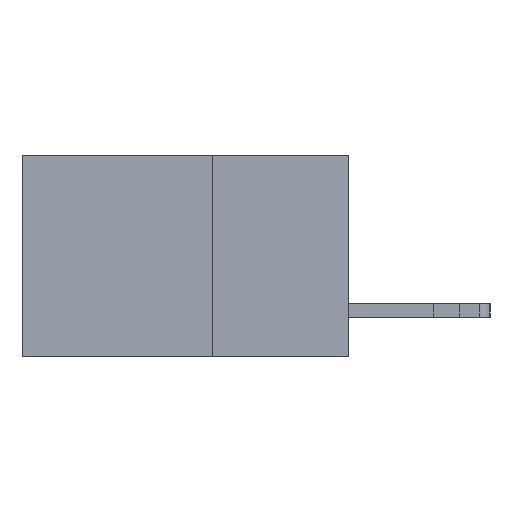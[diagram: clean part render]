
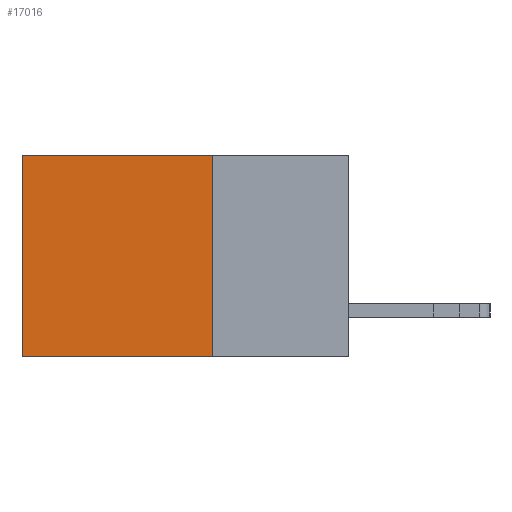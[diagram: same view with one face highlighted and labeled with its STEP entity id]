
A CAD part, left-side view. The second image highlights one B-rep face of the part: STEP entity #17016.
In plain terms, the highlighted planar face has unit normal (-1, 0, 0).
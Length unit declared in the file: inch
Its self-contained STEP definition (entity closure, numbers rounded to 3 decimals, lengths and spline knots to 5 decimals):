
#144 = DIRECTION ( 'NONE',  ( 0., 1., 0. ) ) ;
#610 = CARTESIAN_POINT ( 'NONE',  ( 0.2615, 0.25, -0.37 ) ) ;
#1125 = VECTOR ( 'NONE', #144, 39.37008 ) ;
#1416 = ORIENTED_EDGE ( 'NONE', *, *, #1927, .T. ) ;
#1624 = CARTESIAN_POINT ( 'NONE',  ( 0.2615, 0.6, -0.37 ) ) ;
#1927 = EDGE_CURVE ( 'NONE', #3063, #10244, #11844, .T. ) ;
#3063 = VERTEX_POINT ( 'NONE', #7909 ) ;
#3357 = DIRECTION ( 'NONE',  ( 0., 0., -1. ) ) ;
#4344 = CARTESIAN_POINT ( 'NONE',  ( 0.2615, 0.25, -0.37 ) ) ;
#4522 = AXIS2_PLACEMENT_3D ( 'NONE', #610, #11426, #3357 ) ;
#4741 = LINE ( 'NONE', #13098, #1125 ) ;
#5767 = VECTOR ( 'NONE', #15435, 39.37008 ) ;
#6006 = FACE_OUTER_BOUND ( 'NONE', #12353, .T. ) ;
#6352 = EDGE_CURVE ( 'NONE', #8707, #13660, #4741, .T. ) ;
#6603 = LINE ( 'NONE', #13564, #5767 ) ;
#6927 = DIRECTION ( 'NONE',  ( 0., 0., -1. ) ) ;
#7909 = CARTESIAN_POINT ( 'NONE',  ( 0.2615, 0.25, 0. ) ) ;
#7990 = VECTOR ( 'NONE', #6927, 39.37008 ) ;
#8485 = ORIENTED_EDGE ( 'NONE', *, *, #9059, .F. ) ;
#8537 = CARTESIAN_POINT ( 'NONE',  ( 0.2615, 0.6, 0. ) ) ;
#8707 = VERTEX_POINT ( 'NONE', #4344 ) ;
#9059 = EDGE_CURVE ( 'NONE', #3063, #8707, #6603, .T. ) ;
#10063 = PLANE ( 'NONE',  #4522 ) ;
#10244 = VERTEX_POINT ( 'NONE', #8537 ) ;
#11426 = DIRECTION ( 'NONE',  ( 1., 0., 0. ) ) ;
#11844 = LINE ( 'NONE', #16511, #15787 ) ;
#12012 = LINE ( 'NONE', #13638, #7990 ) ;
#12353 = EDGE_LOOP ( 'NONE', ( #14208, #12375, #8485, #1416 ) ) ;
#12375 = ORIENTED_EDGE ( 'NONE', *, *, #6352, .F. ) ;
#13098 = CARTESIAN_POINT ( 'NONE',  ( 0.2615, 0.25, -0.37 ) ) ;
#13564 = CARTESIAN_POINT ( 'NONE',  ( 0.2615, 0.25, -0.37 ) ) ;
#13638 = CARTESIAN_POINT ( 'NONE',  ( 0.2615, 0.6, -0.37 ) ) ;
#13660 = VERTEX_POINT ( 'NONE', #1624 ) ;
#14208 = ORIENTED_EDGE ( 'NONE', *, *, #15020, .T. ) ;
#15020 = EDGE_CURVE ( 'NONE', #10244, #13660, #12012, .T. ) ;
#15435 = DIRECTION ( 'NONE',  ( 0., 0., -1. ) ) ;
#15787 = VECTOR ( 'NONE', #16639, 39.37008 ) ;
#16511 = CARTESIAN_POINT ( 'NONE',  ( 0.2615, 0.25, 0. ) ) ;
#16639 = DIRECTION ( 'NONE',  ( 0., 1., 0. ) ) ;
#17016 = ADVANCED_FACE ( 'NONE', ( #6006 ), #10063, .F. ) ;
